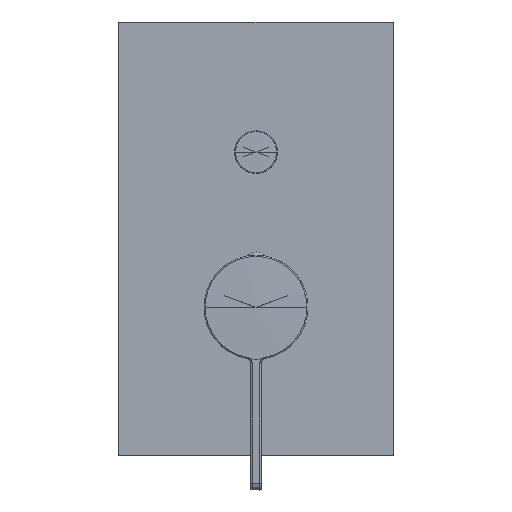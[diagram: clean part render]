
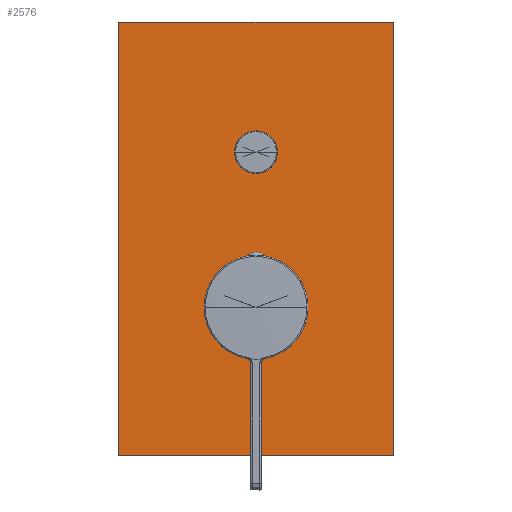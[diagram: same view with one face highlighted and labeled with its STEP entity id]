
A CAD part, top view. The second image highlights one B-rep face of the part: STEP entity #2576.
In plain terms, the highlighted planar face has unit normal (0, 0, 1).
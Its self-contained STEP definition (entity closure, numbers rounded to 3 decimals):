
#2426=DIRECTION('',(0.,1.,0.));
#2427=VECTOR('',#2426,190.);
#2428=CARTESIAN_POINT('',(60.,-65.,57.7));
#2429=LINE('',#2428,#2427);
#2430=DIRECTION('',(1.,0.,0.));
#2431=VECTOR('',#2430,120.);
#2432=CARTESIAN_POINT('',(-60.,-65.,57.7));
#2433=LINE('',#2432,#2431);
#2434=DIRECTION('',(0.,-1.,0.));
#2435=VECTOR('',#2434,190.);
#2436=CARTESIAN_POINT('',(-60.,125.,57.7));
#2437=LINE('',#2436,#2435);
#2438=DIRECTION('',(-1.,0.,0.));
#2439=VECTOR('',#2438,120.);
#2440=CARTESIAN_POINT('',(60.,125.,57.7));
#2441=LINE('',#2440,#2439);
#2450=CARTESIAN_POINT('',(60.,-65.,57.7));
#2451=CARTESIAN_POINT('',(60.,125.,57.7));
#2452=VERTEX_POINT('',#2450);
#2453=VERTEX_POINT('',#2451);
#2454=CARTESIAN_POINT('',(-60.,125.,57.7));
#2455=VERTEX_POINT('',#2454);
#2456=CARTESIAN_POINT('',(-60.,-65.,57.7));
#2457=VERTEX_POINT('',#2456);
#2565=CARTESIAN_POINT('',(0.,30.,57.7));
#2566=DIRECTION('',(0.,0.,1.));
#2567=DIRECTION('',(-1.,0.,0.));
#2568=AXIS2_PLACEMENT_3D('',#2565,#2566,#2567);
#2569=PLANE('',#2568);
#2570=ORIENTED_EDGE('',*,*,#2489,.F.);
#2571=ORIENTED_EDGE('',*,*,#2511,.F.);
#2572=ORIENTED_EDGE('',*,*,#2532,.F.);
#2573=ORIENTED_EDGE('',*,*,#2552,.F.);
#2574=EDGE_LOOP('',(#2570,#2571,#2572,#2573));
#2575=FACE_OUTER_BOUND('',#2574,.F.);
#2576=ADVANCED_FACE('',(#2575),#2569,.T.);
#2489=EDGE_CURVE('',#2452,#2453,#2429,.T.);
#2511=EDGE_CURVE('',#2457,#2452,#2433,.T.);
#2532=EDGE_CURVE('',#2455,#2457,#2437,.T.);
#2552=EDGE_CURVE('',#2453,#2455,#2441,.T.);
